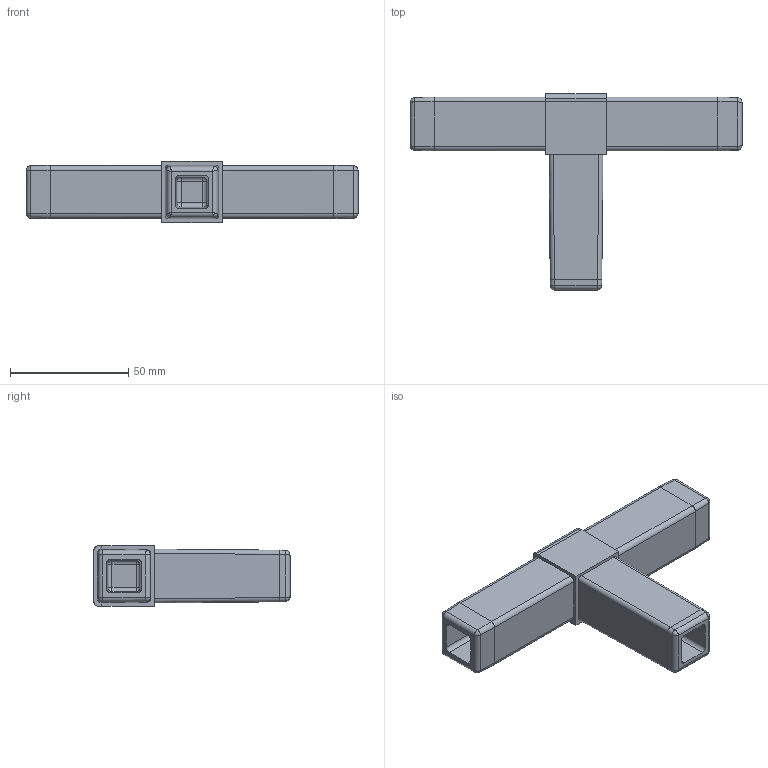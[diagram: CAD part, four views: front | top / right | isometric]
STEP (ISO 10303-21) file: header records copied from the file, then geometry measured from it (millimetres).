
FILE_DESCRIPTION(('STEP AP214'),'1');
FILE_NAME('100-304-C-EL.stp','2014-07-06T20:44:37',(' '),(' '),'Spatial InterOp 3D',' ',' ');
FILE_SCHEMA(('automotive_design'));
Length unit declared in the file: metre
Products named in the file (1): 1
Bounding box: 140.21 x 82.8 x 25.78 mm (x, y, z)
Volume: 66209.1 mm3; surface area: 28342.3 mm2
Topology: 1 solids, 1 shells, 138 faces, 332 edges, 184 vertices
Faces by surface type: cylinder 54, plane 52, bspline 20, sphere 12
Entity records: 7559 total; most frequent: CARTESIAN_POINT 3577, ORIENTED_EDGE 632, DIRECTION 530, EDGE_CURVE 316, VERTEX_POINT 184, AXIS2_PLACEMENT_3D 183, LINE 164, VECTOR 164
